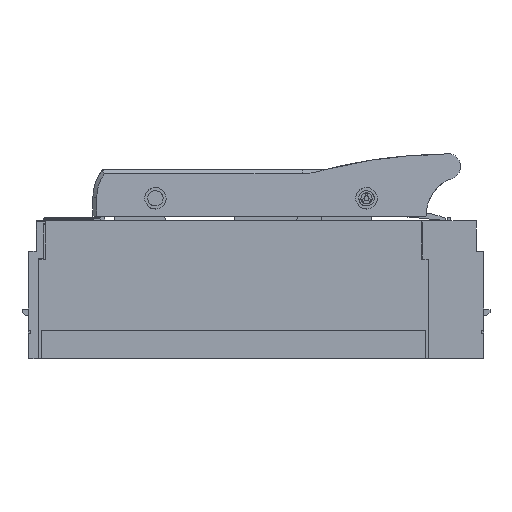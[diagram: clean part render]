
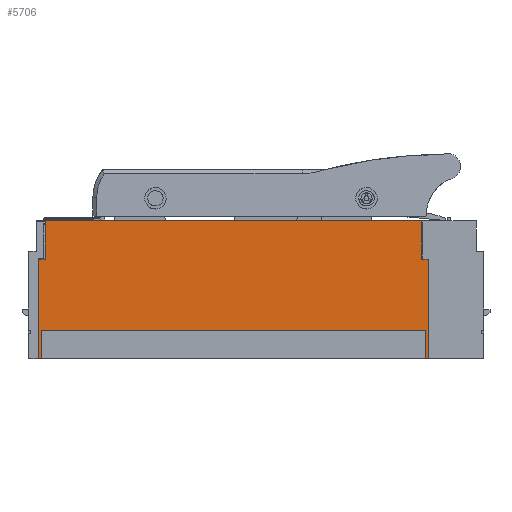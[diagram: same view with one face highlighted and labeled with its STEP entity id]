
A CAD part, front view. The second image highlights one B-rep face of the part: STEP entity #5706.
In plain terms, the highlighted planar face has unit normal (0, -1, 0).
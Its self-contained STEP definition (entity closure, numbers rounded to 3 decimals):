
#5643=AXIS2_PLACEMENT_3D('Plane Axis2P3D',#5640,#5641,#5642) ;
#2111=CARTESIAN_POINT('Vertex',(125.5,-104.75,18.5)) ;
#2114=CARTESIAN_POINT('Line Origine',(0.,-104.75,18.5)) ;
#2118=CARTESIAN_POINT('Vertex',(-125.5,-104.75,18.5)) ;
#2385=CARTESIAN_POINT('Vertex',(125.5,-104.75,0.)) ;
#2388=CARTESIAN_POINT('Line Origine',(125.5,-104.75,9.25)) ;
#2405=CARTESIAN_POINT('Line Origine',(-125.5,-104.75,9.25)) ;
#2409=CARTESIAN_POINT('Vertex',(-125.5,-104.75,0.)) ;
#5082=CARTESIAN_POINT('Vertex',(127.5,-104.75,0.)) ;
#5085=CARTESIAN_POINT('Line Origine',(126.5,-104.75,0.)) ;
#5090=CARTESIAN_POINT('Line Origine',(-126.5,-104.75,0.)) ;
#5094=CARTESIAN_POINT('Vertex',(-127.5,-104.75,0.)) ;
#5640=CARTESIAN_POINT('Axis2P3D Location',(0.,-104.75,0.)) ;
#5645=CARTESIAN_POINT('Line Origine',(0.,-104.75,90.)) ;
#5649=CARTESIAN_POINT('Vertex',(123.,-104.75,90.)) ;
#5651=CARTESIAN_POINT('Vertex',(-123.,-104.75,90.)) ;
#5654=CARTESIAN_POINT('Line Origine',(-123.,-104.75,77.5)) ;
#5658=CARTESIAN_POINT('Vertex',(-123.,-104.75,65.)) ;
#5661=CARTESIAN_POINT('Line Origine',(-125.25,-104.75,65.)) ;
#5665=CARTESIAN_POINT('Vertex',(-127.5,-104.75,65.)) ;
#5668=CARTESIAN_POINT('Line Origine',(-127.5,-104.75,32.5)) ;
#5673=CARTESIAN_POINT('Line Origine',(127.5,-104.75,32.5)) ;
#5677=CARTESIAN_POINT('Vertex',(127.5,-104.75,65.)) ;
#5680=CARTESIAN_POINT('Line Origine',(125.25,-104.75,65.)) ;
#5684=CARTESIAN_POINT('Vertex',(123.,-104.75,65.)) ;
#5687=CARTESIAN_POINT('Line Origine',(123.,-104.75,77.5)) ;
#2115=DIRECTION('Vector Direction',(1.,0.,0.)) ;
#2389=DIRECTION('Vector Direction',(0.,0.,1.)) ;
#2406=DIRECTION('Vector Direction',(0.,0.,1.)) ;
#5086=DIRECTION('Vector Direction',(1.,0.,0.)) ;
#5091=DIRECTION('Vector Direction',(1.,0.,0.)) ;
#5641=DIRECTION('Axis2P3D Direction',(0.,1.,0.)) ;
#5642=DIRECTION('Axis2P3D XDirection',(0.,0.,1.)) ;
#5646=DIRECTION('Vector Direction',(-1.,0.,0.)) ;
#5655=DIRECTION('Vector Direction',(0.,0.,1.)) ;
#5662=DIRECTION('Vector Direction',(-1.,0.,0.)) ;
#5669=DIRECTION('Vector Direction',(0.,0.,-1.)) ;
#5674=DIRECTION('Vector Direction',(0.,0.,-1.)) ;
#5681=DIRECTION('Vector Direction',(1.,0.,0.)) ;
#5688=DIRECTION('Vector Direction',(0.,0.,1.)) ;
#2116=VECTOR('Line Direction',#2115,1.) ;
#2390=VECTOR('Line Direction',#2389,1.) ;
#2407=VECTOR('Line Direction',#2406,1.) ;
#5087=VECTOR('Line Direction',#5086,1.) ;
#5092=VECTOR('Line Direction',#5091,1.) ;
#5647=VECTOR('Line Direction',#5646,1.) ;
#5656=VECTOR('Line Direction',#5655,1.) ;
#5663=VECTOR('Line Direction',#5662,1.) ;
#5670=VECTOR('Line Direction',#5669,1.) ;
#5675=VECTOR('Line Direction',#5674,1.) ;
#5682=VECTOR('Line Direction',#5681,1.) ;
#5689=VECTOR('Line Direction',#5688,1.) ;
#5693=ORIENTED_EDGE('',*,*,#5653,.T.) ;
#5694=ORIENTED_EDGE('',*,*,#5660,.F.) ;
#5695=ORIENTED_EDGE('',*,*,#5667,.T.) ;
#5696=ORIENTED_EDGE('',*,*,#5672,.T.) ;
#5697=ORIENTED_EDGE('',*,*,#5096,.T.) ;
#5698=ORIENTED_EDGE('',*,*,#2411,.T.) ;
#5699=ORIENTED_EDGE('',*,*,#2120,.T.) ;
#5700=ORIENTED_EDGE('',*,*,#2392,.F.) ;
#5701=ORIENTED_EDGE('',*,*,#5089,.F.) ;
#5702=ORIENTED_EDGE('',*,*,#5679,.F.) ;
#5703=ORIENTED_EDGE('',*,*,#5686,.F.) ;
#5704=ORIENTED_EDGE('',*,*,#5691,.T.) ;
#5706=ADVANCED_FACE('Hauptkoerper nicht benutzen',(#5705),#5644,.F.) ;
#2120=EDGE_CURVE('',#2119,#2112,#2117,.T.) ;
#2392=EDGE_CURVE('',#2386,#2112,#2391,.T.) ;
#2411=EDGE_CURVE('',#2410,#2119,#2408,.T.) ;
#5089=EDGE_CURVE('',#5083,#2386,#5088,.F.) ;
#5096=EDGE_CURVE('',#5095,#2410,#5093,.T.) ;
#5653=EDGE_CURVE('',#5650,#5652,#5648,.T.) ;
#5660=EDGE_CURVE('',#5659,#5652,#5657,.T.) ;
#5667=EDGE_CURVE('',#5659,#5666,#5664,.T.) ;
#5672=EDGE_CURVE('',#5666,#5095,#5671,.T.) ;
#5679=EDGE_CURVE('',#5678,#5083,#5676,.T.) ;
#5686=EDGE_CURVE('',#5685,#5678,#5683,.T.) ;
#5691=EDGE_CURVE('',#5685,#5650,#5690,.T.) ;
#5692=EDGE_LOOP('',(#5693,#5694,#5695,#5696,#5697,#5698,#5699,#5700,#5701,#5702,#5703,#5704)) ;
#5705=FACE_OUTER_BOUND('',#5692,.T.) ;
#2117=LINE('Line',#2114,#2116) ;
#2391=LINE('Line',#2388,#2390) ;
#2408=LINE('Line',#2405,#2407) ;
#5088=LINE('Line',#5085,#5087) ;
#5093=LINE('Line',#5090,#5092) ;
#5648=LINE('Line',#5645,#5647) ;
#5657=LINE('Line',#5654,#5656) ;
#5664=LINE('Line',#5661,#5663) ;
#5671=LINE('Line',#5668,#5670) ;
#5676=LINE('Line',#5673,#5675) ;
#5683=LINE('Line',#5680,#5682) ;
#5690=LINE('Line',#5687,#5689) ;
#5644=PLANE('Plane',#5643) ;
#2112=VERTEX_POINT('',#2111) ;
#2119=VERTEX_POINT('',#2118) ;
#2386=VERTEX_POINT('',#2385) ;
#2410=VERTEX_POINT('',#2409) ;
#5083=VERTEX_POINT('',#5082) ;
#5095=VERTEX_POINT('',#5094) ;
#5650=VERTEX_POINT('',#5649) ;
#5652=VERTEX_POINT('',#5651) ;
#5659=VERTEX_POINT('',#5658) ;
#5666=VERTEX_POINT('',#5665) ;
#5678=VERTEX_POINT('',#5677) ;
#5685=VERTEX_POINT('',#5684) ;
